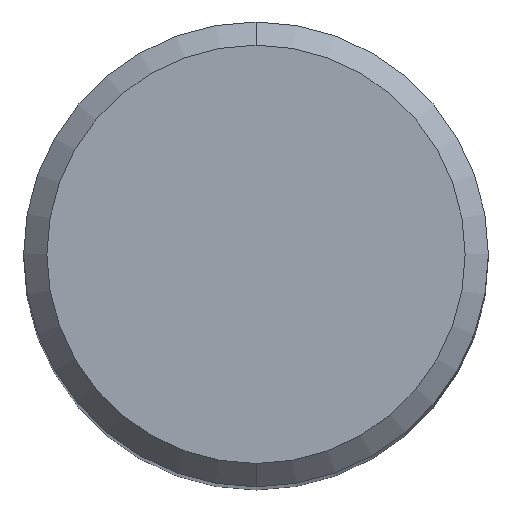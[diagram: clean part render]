
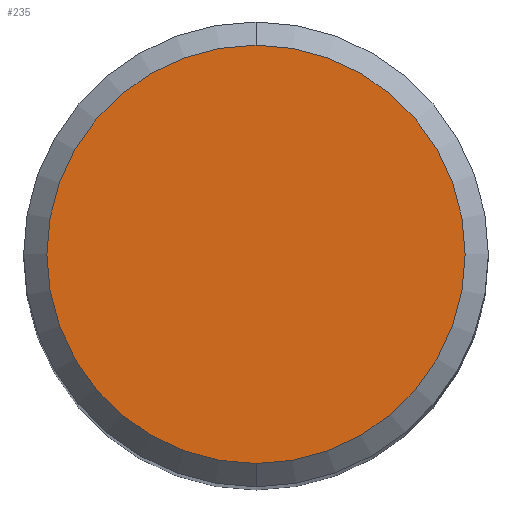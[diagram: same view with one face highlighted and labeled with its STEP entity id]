
A CAD part, top view. The second image highlights one B-rep face of the part: STEP entity #235.
In plain terms, the highlighted planar face has unit normal (0, 0, 1).
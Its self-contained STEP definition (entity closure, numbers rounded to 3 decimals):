
#235=ADVANCED_FACE('',(#547),#548,.T.);
#247=EDGE_CURVE('',#361,#453,#562,.T.);
#275=EDGE_CURVE('',#453,#361,#591,.T.);
#361=VERTEX_POINT('',#684);
#453=VERTEX_POINT('',#790);
#547=FACE_OUTER_BOUND('',#956,.T.);
#548=PLANE('',#957);
#562=CIRCLE('',#989,4.5);
#591=CIRCLE('',#1067,4.5);
#684=CARTESIAN_POINT('',(0.0,4.5,0.0));
#790=CARTESIAN_POINT('',(0.,-4.5,0.0));
#956=EDGE_LOOP('',(#1541,#1542));
#957=AXIS2_PLACEMENT_3D('',#1543,#1544,#1545);
#989=AXIS2_PLACEMENT_3D('',#1574,#1575,#1576);
#1067=AXIS2_PLACEMENT_3D('',#1598,#1599,#1600);
#1541=ORIENTED_EDGE('',*,*,#247,.F.);
#1542=ORIENTED_EDGE('',*,*,#275,.F.);
#1543=CARTESIAN_POINT('',(0.0,2.25,0.0));
#1544=DIRECTION('',(-0.0,0.0,1.0));
#1545=DIRECTION('',(0.0,-1.0,0.0));
#1574=CARTESIAN_POINT('',(0.0,0.0,0.0));
#1575=DIRECTION('',(0.0,0.0,-1.0));
#1576=DIRECTION('',(0.0,1.0,0.0));
#1598=CARTESIAN_POINT('',(0.0,0.0,0.0));
#1599=DIRECTION('',(0.0,0.0,-1.0));
#1600=DIRECTION('',(0.0,1.0,0.0));
